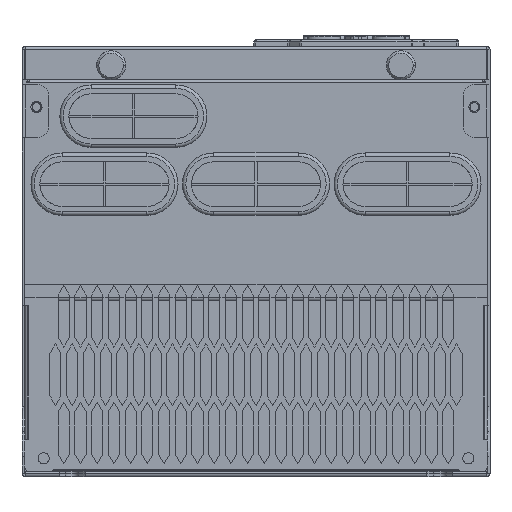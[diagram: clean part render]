
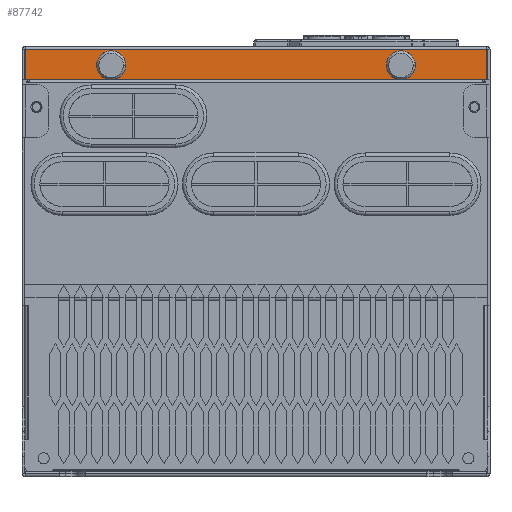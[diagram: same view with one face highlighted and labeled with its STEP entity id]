
A CAD part, front view. The second image highlights one B-rep face of the part: STEP entity #87742.
In plain terms, the highlighted planar face has unit normal (0, -1, 0).
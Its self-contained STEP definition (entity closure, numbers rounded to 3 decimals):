
#483 = VERTEX_POINT ( 'NONE', #30089 ) ;
#1429 = VERTEX_POINT ( 'NONE', #33588 ) ;
#2098 = CARTESIAN_POINT ( 'NONE',  ( 198.6, -61.5, 73.8 ) ) ;
#2240 = DIRECTION ( 'NONE',  ( 0., -1., 0. ) ) ;
#3803 = ORIENTED_EDGE ( 'NONE', *, *, #17513, .T. ) ;
#3836 = CARTESIAN_POINT ( 'NONE',  ( 166.5, -61.5, 80.3 ) ) ;
#4323 = ORIENTED_EDGE ( 'NONE', *, *, #52182, .F. ) ;
#5287 = LINE ( 'NONE', #81623, #46551 ) ;
#5328 = EDGE_CURVE ( 'NONE', #40835, #118260, #100899, .T. ) ;
#7681 = VERTEX_POINT ( 'NONE', #2098 ) ;
#10837 = VERTEX_POINT ( 'NONE', #53257 ) ;
#14789 = ORIENTED_EDGE ( 'NONE', *, *, #80105, .F. ) ;
#17513 = EDGE_CURVE ( 'NONE', #63617, #40835, #28730, .T. ) ;
#17799 = DIRECTION ( 'NONE',  ( 0., 1., 0. ) ) ;
#17963 = DIRECTION ( 'NONE',  ( 1., 0., 0. ) ) ;
#19879 = EDGE_CURVE ( 'NONE', #1429, #118260, #83814, .T. ) ;
#20924 = DIRECTION ( 'NONE',  ( 1., 0., 0. ) ) ;
#23779 = DIRECTION ( 'NONE',  ( 0., -1., 0. ) ) ;
#24992 = CARTESIAN_POINT ( 'NONE',  ( -8.6, -61.5, 87.5 ) ) ;
#26501 = LINE ( 'NONE', #88161, #100174 ) ;
#27181 = DIRECTION ( 'NONE',  ( 1., 0., 0. ) ) ;
#28730 = LINE ( 'NONE', #92406, #70311 ) ;
#30089 = CARTESIAN_POINT ( 'NONE',  ( -8.6, -61.5, 87.5 ) ) ;
#31285 = CIRCLE ( 'NONE', #42108, 6.5 ) ;
#31737 = AXIS2_PLACEMENT_3D ( 'NONE', #88098, #23779, #75961 ) ;
#32101 = ORIENTED_EDGE ( 'NONE', *, *, #19879, .F. ) ;
#33243 = ORIENTED_EDGE ( 'NONE', *, *, #54976, .F. ) ;
#33514 = EDGE_CURVE ( 'NONE', #118260, #7681, #37721, .T. ) ;
#33588 = CARTESIAN_POINT ( 'NONE',  ( 153.5, -61.5, 80.3 ) ) ;
#33815 = AXIS2_PLACEMENT_3D ( 'NONE', #48543, #89816, #131248 ) ;
#37721 = LINE ( 'NONE', #130607, #81411 ) ;
#37908 = DIRECTION ( 'NONE',  ( 1., 0., 0. ) ) ;
#38051 = DIRECTION ( 'NONE',  ( 0., -1., 0. ) ) ;
#40756 = PLANE ( 'NONE',  #83400 ) ;
#40835 = VERTEX_POINT ( 'NONE', #126471 ) ;
#40965 = AXIS2_PLACEMENT_3D ( 'NONE', #43856, #52069, #20924 ) ;
#42108 = AXIS2_PLACEMENT_3D ( 'NONE', #51101, #2240, #104551 ) ;
#43856 = CARTESIAN_POINT ( 'NONE',  ( 160., -61.5, 80.3 ) ) ;
#43971 = LINE ( 'NONE', #24992, #88921 ) ;
#45936 = ORIENTED_EDGE ( 'NONE', *, *, #33514, .T. ) ;
#46551 = VECTOR ( 'NONE', #102623, 1000. ) ;
#47483 = CIRCLE ( 'NONE', #40965, 6.5 ) ;
#48539 = VECTOR ( 'NONE', #56875, 1000. ) ;
#48543 = CARTESIAN_POINT ( 'NONE',  ( 30., -61.5, 80.3 ) ) ;
#49449 = CARTESIAN_POINT ( 'NONE',  ( 30., -61.5, 80.3 ) ) ;
#51101 = CARTESIAN_POINT ( 'NONE',  ( 160., -61.5, 80.3 ) ) ;
#52069 = DIRECTION ( 'NONE',  ( 0., -1., 0. ) ) ;
#52182 = EDGE_CURVE ( 'NONE', #101592, #10837, #59007, .T. ) ;
#53257 = CARTESIAN_POINT ( 'NONE',  ( 23.5, -61.5, 80.3 ) ) ;
#54976 = EDGE_CURVE ( 'NONE', #113547, #1429, #47483, .T. ) ;
#55430 = ORIENTED_EDGE ( 'NONE', *, *, #79489, .F. ) ;
#56875 = DIRECTION ( 'NONE',  ( 1., 0., 0. ) ) ;
#59007 = CIRCLE ( 'NONE', #87072, 6.5 ) ;
#59785 = CARTESIAN_POINT ( 'NONE',  ( 95., -61.5, 80.65 ) ) ;
#60444 = DIRECTION ( 'NONE',  ( 1., 0., 0. ) ) ;
#63617 = VERTEX_POINT ( 'NONE', #117129 ) ;
#64986 = DIRECTION ( 'NONE',  ( 0., 0., -1. ) ) ;
#68442 = ORIENTED_EDGE ( 'NONE', *, *, #71254, .F. ) ;
#70311 = VECTOR ( 'NONE', #17963, 1000. ) ;
#71254 = EDGE_CURVE ( 'NONE', #118260, #113547, #31285, .T. ) ;
#72541 = CARTESIAN_POINT ( 'NONE',  ( 160., -61.5, 73.8 ) ) ;
#74619 = ORIENTED_EDGE ( 'NONE', *, *, #89933, .F. ) ;
#75133 = AXIS2_PLACEMENT_3D ( 'NONE', #109193, #38051, #120750 ) ;
#75961 = DIRECTION ( 'NONE',  ( 0., 0., -1. ) ) ;
#79489 = EDGE_CURVE ( 'NONE', #106231, #7681, #5287, .T. ) ;
#80105 = EDGE_CURVE ( 'NONE', #40835, #101592, #98789, .T. ) ;
#80593 = EDGE_LOOP ( 'NONE', ( #14789, #87923, #32101, #33243, #68442, #45936, #55430, #74619, #109118, #3803, #109284, #4323 ) ) ;
#81411 = VECTOR ( 'NONE', #120423, 1000. ) ;
#81623 = CARTESIAN_POINT ( 'NONE',  ( 198.6, -61.5, 87.5 ) ) ;
#83400 = AXIS2_PLACEMENT_3D ( 'NONE', #59785, #17799, #60444 ) ;
#83814 = CIRCLE ( 'NONE', #75133, 6.5 ) ;
#87072 = AXIS2_PLACEMENT_3D ( 'NONE', #49449, #130118, #37908 ) ;
#87742 = ADVANCED_FACE ( 'NONE', ( #133666 ), #40756, .F. ) ;
#87923 = ORIENTED_EDGE ( 'NONE', *, *, #5328, .T. ) ;
#88098 = CARTESIAN_POINT ( 'NONE',  ( 30., -61.5, 80.3 ) ) ;
#88161 = CARTESIAN_POINT ( 'NONE',  ( -8.6, -61.5, 87.5 ) ) ;
#88921 = VECTOR ( 'NONE', #64986, 1000. ) ;
#89816 = DIRECTION ( 'NONE',  ( 0., -1., 0. ) ) ;
#89933 = EDGE_CURVE ( 'NONE', #483, #106231, #26501, .T. ) ;
#92269 = CIRCLE ( 'NONE', #33815, 6.5 ) ;
#92406 = CARTESIAN_POINT ( 'NONE',  ( -8.6, -61.5, 73.8 ) ) ;
#98179 = CARTESIAN_POINT ( 'NONE',  ( 30., -61.5, 73.8 ) ) ;
#98789 = CIRCLE ( 'NONE', #31737, 6.5 ) ;
#99011 = EDGE_CURVE ( 'NONE', #10837, #40835, #92269, .T. ) ;
#100174 = VECTOR ( 'NONE', #27181, 1000. ) ;
#100899 = LINE ( 'NONE', #98179, #48539 ) ;
#101592 = VERTEX_POINT ( 'NONE', #109994 ) ;
#102623 = DIRECTION ( 'NONE',  ( 0., 0., -1. ) ) ;
#104551 = DIRECTION ( 'NONE',  ( 0., 0., -1. ) ) ;
#106231 = VERTEX_POINT ( 'NONE', #109214 ) ;
#109118 = ORIENTED_EDGE ( 'NONE', *, *, #130811, .T. ) ;
#109193 = CARTESIAN_POINT ( 'NONE',  ( 160., -61.5, 80.3 ) ) ;
#109214 = CARTESIAN_POINT ( 'NONE',  ( 198.6, -61.5, 87.5 ) ) ;
#109284 = ORIENTED_EDGE ( 'NONE', *, *, #99011, .F. ) ;
#109994 = CARTESIAN_POINT ( 'NONE',  ( 36.5, -61.5, 80.3 ) ) ;
#113547 = VERTEX_POINT ( 'NONE', #3836 ) ;
#117129 = CARTESIAN_POINT ( 'NONE',  ( -8.6, -61.5, 73.8 ) ) ;
#118260 = VERTEX_POINT ( 'NONE', #72541 ) ;
#120423 = DIRECTION ( 'NONE',  ( 1., 0., 0. ) ) ;
#120750 = DIRECTION ( 'NONE',  ( -1., 0., 0. ) ) ;
#126471 = CARTESIAN_POINT ( 'NONE',  ( 30., -61.5, 73.8 ) ) ;
#130118 = DIRECTION ( 'NONE',  ( 0., -1., 0. ) ) ;
#130607 = CARTESIAN_POINT ( 'NONE',  ( 160., -61.5, 73.8 ) ) ;
#130811 = EDGE_CURVE ( 'NONE', #483, #63617, #43971, .T. ) ;
#131248 = DIRECTION ( 'NONE',  ( -1., 0., 0. ) ) ;
#133666 = FACE_OUTER_BOUND ( 'NONE', #80593, .T. ) ;
